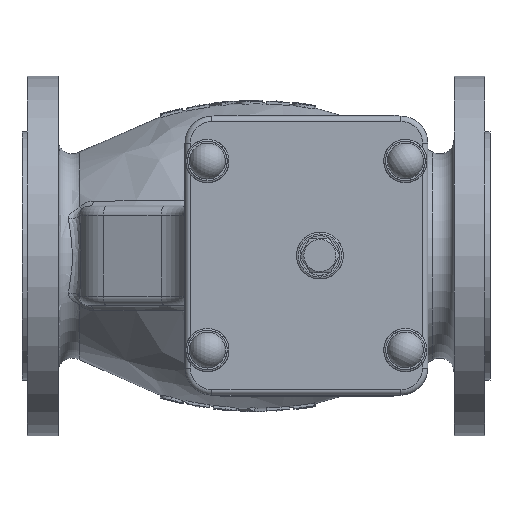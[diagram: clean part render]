
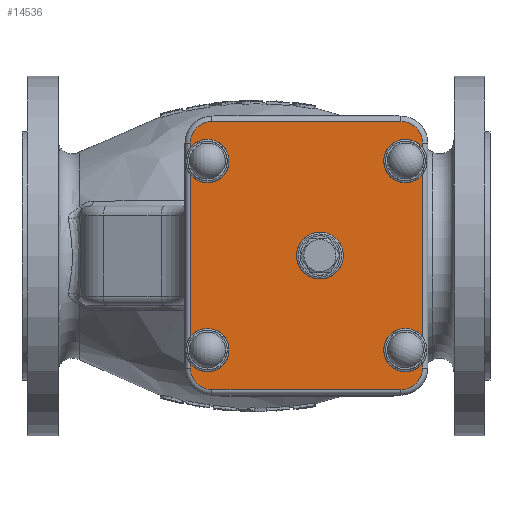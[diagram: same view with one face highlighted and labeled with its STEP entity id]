
A CAD part, top view. The second image highlights one B-rep face of the part: STEP entity #14536.
In plain terms, the highlighted planar face has unit normal (0, 0, 1).
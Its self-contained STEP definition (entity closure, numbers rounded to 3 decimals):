
#1518=LINE('',#30435,#2267);
#1519=LINE('',#30444,#2268);
#1521=LINE('',#30448,#2270);
#1523=LINE('',#30451,#2272);
#1524=LINE('',#30459,#2273);
#1525=LINE('',#30468,#2274);
#1527=LINE('',#30472,#2276);
#1529=LINE('',#30475,#2278);
#2267=VECTOR('',#18946,10.);
#2268=VECTOR('',#18957,10.);
#2270=VECTOR('',#18959,10.);
#2272=VECTOR('',#18961,10.);
#2273=VECTOR('',#18972,10.);
#2274=VECTOR('',#18983,10.);
#2276=VECTOR('',#18985,10.);
#2278=VECTOR('',#18987,10.);
#2857=PLANE('',#15909);
#3141=FACE_BOUND('',#4962,.T.);
#3917=FACE_OUTER_BOUND('',#4961,.T.);
#4961=EDGE_LOOP('',(#12929,#12930,#12931,#12932,#12933,#12934,#12935,#12936,
#12937,#12938,#12939,#12940,#12941,#12942,#12943,#12944));
#4962=EDGE_LOOP('',(#12945));
#5756=CIRCLE('',#15817,12.);
#5759=CIRCLE('',#15822,12.);
#5762=CIRCLE('',#15827,12.);
#5764=CIRCLE('',#15831,12.);
#5773=CIRCLE('',#15851,12.);
#5778=CIRCLE('',#15861,12.);
#5784=CIRCLE('',#15872,12.);
#5790=CIRCLE('',#15883,12.);
#5800=CIRCLE('',#15910,12.95);
#7026=VERTEX_POINT('',#30431);
#7027=VERTEX_POINT('',#30433);
#7028=VERTEX_POINT('',#30437);
#7029=VERTEX_POINT('',#30441);
#7030=VERTEX_POINT('',#30443);
#7031=VERTEX_POINT('',#30445);
#7032=VERTEX_POINT('',#30447);
#7033=VERTEX_POINT('',#30449);
#7034=VERTEX_POINT('',#30453);
#7035=VERTEX_POINT('',#30457);
#7036=VERTEX_POINT('',#30461);
#7037=VERTEX_POINT('',#30465);
#7038=VERTEX_POINT('',#30467);
#7039=VERTEX_POINT('',#30469);
#7040=VERTEX_POINT('',#30471);
#7041=VERTEX_POINT('',#30473);
#7069=VERTEX_POINT('',#30583);
#9008=EDGE_CURVE('',#7027,#7026,#1518,.T.);
#9010=EDGE_CURVE('',#7028,#7027,#5756,.T.);
#9012=EDGE_CURVE('',#7029,#7030,#1519,.T.);
#9014=EDGE_CURVE('',#7031,#7032,#1521,.T.);
#9016=EDGE_CURVE('',#7033,#7028,#1523,.T.);
#9018=EDGE_CURVE('',#7034,#7029,#5759,.T.);
#9020=EDGE_CURVE('',#7035,#7034,#1524,.T.);
#9022=EDGE_CURVE('',#7036,#7035,#5762,.T.);
#9024=EDGE_CURVE('',#7037,#7038,#1525,.T.);
#9026=EDGE_CURVE('',#7039,#7040,#1527,.T.);
#9028=EDGE_CURVE('',#7041,#7036,#1529,.T.);
#9029=EDGE_CURVE('',#7026,#7037,#5764,.T.);
#9038=EDGE_CURVE('',#7041,#7040,#5773,.T.);
#9043=EDGE_CURVE('',#7039,#7038,#5778,.T.);
#9049=EDGE_CURVE('',#7033,#7032,#5784,.T.);
#9055=EDGE_CURVE('',#7031,#7030,#5790,.T.);
#9065=EDGE_CURVE('',#7069,#7069,#5800,.T.);
#12929=ORIENTED_EDGE('',*,*,#9055,.T.);
#12930=ORIENTED_EDGE('',*,*,#9012,.F.);
#12931=ORIENTED_EDGE('',*,*,#9018,.F.);
#12932=ORIENTED_EDGE('',*,*,#9020,.F.);
#12933=ORIENTED_EDGE('',*,*,#9022,.F.);
#12934=ORIENTED_EDGE('',*,*,#9028,.F.);
#12935=ORIENTED_EDGE('',*,*,#9038,.T.);
#12936=ORIENTED_EDGE('',*,*,#9026,.F.);
#12937=ORIENTED_EDGE('',*,*,#9043,.T.);
#12938=ORIENTED_EDGE('',*,*,#9024,.F.);
#12939=ORIENTED_EDGE('',*,*,#9029,.F.);
#12940=ORIENTED_EDGE('',*,*,#9008,.F.);
#12941=ORIENTED_EDGE('',*,*,#9010,.F.);
#12942=ORIENTED_EDGE('',*,*,#9016,.F.);
#12943=ORIENTED_EDGE('',*,*,#9049,.T.);
#12944=ORIENTED_EDGE('',*,*,#9014,.F.);
#12945=ORIENTED_EDGE('',*,*,#9065,.T.);
#14536=ADVANCED_FACE('',(#3917,#3141),#2857,.T.);
#15817=AXIS2_PLACEMENT_3D('',#30439,#18951,#18952);
#15822=AXIS2_PLACEMENT_3D('',#30455,#18966,#18967);
#15827=AXIS2_PLACEMENT_3D('',#30463,#18977,#18978);
#15831=AXIS2_PLACEMENT_3D('',#30477,#18990,#18991);
#15851=AXIS2_PLACEMENT_3D('',#30504,#19030,#19031);
#15861=AXIS2_PLACEMENT_3D('',#30517,#19050,#19051);
#15872=AXIS2_PLACEMENT_3D('',#30532,#19072,#19073);
#15883=AXIS2_PLACEMENT_3D('',#30547,#19094,#19095);
#15909=AXIS2_PLACEMENT_3D('',#30582,#19146,#19147);
#15910=AXIS2_PLACEMENT_3D('',#30584,#19148,#19149);
#18946=DIRECTION('',(-1.,0.,0.));
#18951=DIRECTION('center_axis',(0.,0.,-1.));
#18952=DIRECTION('ref_axis',(0.707,-0.707,0.));
#18957=DIRECTION('',(0.,-1.,0.));
#18959=DIRECTION('',(0.,-1.,0.));
#18961=DIRECTION('',(0.,-1.,0.));
#18966=DIRECTION('center_axis',(0.,0.,-1.));
#18967=DIRECTION('ref_axis',(0.707,0.707,0.));
#18972=DIRECTION('',(1.,0.,0.));
#18977=DIRECTION('center_axis',(0.,0.,-1.));
#18978=DIRECTION('ref_axis',(-0.707,0.707,0.));
#18983=DIRECTION('',(0.,1.,0.));
#18985=DIRECTION('',(0.,1.,0.));
#18987=DIRECTION('',(0.,1.,0.));
#18990=DIRECTION('center_axis',(0.,0.,-1.));
#18991=DIRECTION('ref_axis',(-0.707,-0.707,0.));
#19030=DIRECTION('center_axis',(0.,0.,-1.));
#19031=DIRECTION('ref_axis',(0.,-1.,0.));
#19050=DIRECTION('center_axis',(0.,0.,-1.));
#19051=DIRECTION('ref_axis',(0.,-1.,0.));
#19072=DIRECTION('center_axis',(0.,0.,-1.));
#19073=DIRECTION('ref_axis',(0.,-1.,0.));
#19094=DIRECTION('center_axis',(0.,0.,-1.));
#19095=DIRECTION('ref_axis',(0.,-1.,0.));
#19146=DIRECTION('center_axis',(0.,0.,1.));
#19147=DIRECTION('ref_axis',(0.,1.,0.));
#19148=DIRECTION('center_axis',(0.,0.,-1.));
#19149=DIRECTION('ref_axis',(0.,-1.,0.));
#30431=CARTESIAN_POINT('',(-24.5,-74.5,140.));
#30433=CARTESIAN_POINT('',(80.5,-74.5,140.));
#30435=CARTESIAN_POINT('',(54.25,-74.5,140.));
#30437=CARTESIAN_POINT('',(92.5,-62.5,140.));
#30439=CARTESIAN_POINT('Origin',(80.5,-62.5,140.));
#30441=CARTESIAN_POINT('',(92.5,62.5,140.));
#30443=CARTESIAN_POINT('',(92.5,59.831,140.));
#30444=CARTESIAN_POINT('',(92.5,31.25,140.));
#30445=CARTESIAN_POINT('',(92.5,45.169,140.));
#30447=CARTESIAN_POINT('',(92.5,-45.169,140.));
#30448=CARTESIAN_POINT('',(92.5,31.25,140.));
#30449=CARTESIAN_POINT('',(92.5,-59.831,140.));
#30451=CARTESIAN_POINT('',(92.5,31.25,140.));
#30453=CARTESIAN_POINT('',(80.5,74.5,140.));
#30455=CARTESIAN_POINT('Origin',(80.5,62.5,140.));
#30457=CARTESIAN_POINT('',(-24.5,74.5,140.));
#30459=CARTESIAN_POINT('',(1.75,74.5,140.));
#30461=CARTESIAN_POINT('',(-36.5,62.5,140.));
#30463=CARTESIAN_POINT('Origin',(-24.5,62.5,140.));
#30465=CARTESIAN_POINT('',(-36.5,-62.5,140.));
#30467=CARTESIAN_POINT('',(-36.5,-59.831,140.));
#30468=CARTESIAN_POINT('',(-36.5,-31.25,140.));
#30469=CARTESIAN_POINT('',(-36.5,-45.169,140.));
#30471=CARTESIAN_POINT('',(-36.5,45.169,140.));
#30472=CARTESIAN_POINT('',(-36.5,-31.25,140.));
#30473=CARTESIAN_POINT('',(-36.5,59.831,140.));
#30475=CARTESIAN_POINT('',(-36.5,-31.25,140.));
#30477=CARTESIAN_POINT('Origin',(-24.5,-62.5,140.));
#30504=CARTESIAN_POINT('Origin',(-27.,52.5,140.));
#30517=CARTESIAN_POINT('Origin',(-27.,-52.5,140.));
#30532=CARTESIAN_POINT('Origin',(83.,-52.5,140.));
#30547=CARTESIAN_POINT('Origin',(83.,52.5,140.));
#30582=CARTESIAN_POINT('Origin',(28.,0.,140.));
#30583=CARTESIAN_POINT('',(35.5,12.95,140.));
#30584=CARTESIAN_POINT('Origin',(35.5,0.,140.));
